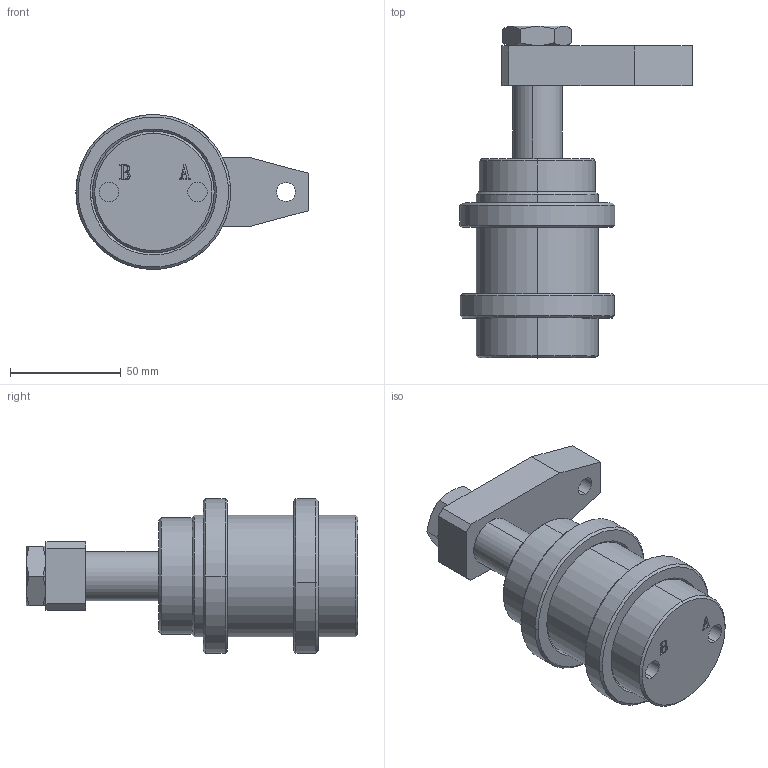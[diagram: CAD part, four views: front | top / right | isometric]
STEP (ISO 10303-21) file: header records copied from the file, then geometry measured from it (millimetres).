
FILE_DESCRIPTION (( 'STEP AP203' ), '1' );
FILE_NAME ('HSL-TB40S.STEP', '2019-10-06T06:43:37', ( '微软用户' ), ( '微软中国' ), 'SwSTEP 2.0', 'SolidWorks 2012', '' );
FILE_SCHEMA (( 'CONFIG_CONTROL_DESIGN' ));
Length unit declared in the file: millimetre
Products named in the file (6): HSL-TB40S; 蹟譫; hex thin nuts-grades ab-chamfered gb_GB_FASTENER_NUT_STNAB  B M18-N; HSL-40S揤旋杻秶; HSL-40S活塞杆; HSL-TB40S掛极
Assembly tree (6 placements, depth 2):
  HSL-TB40S
    HSL-TB40S掛极
    HSL-40S活塞杆
    HSL-40S揤旋杻秶
    hex thin nuts-grades ab-chamfered gb_GB_FASTENER_NUT_STNAB  B M18-N
    蹟譫  x2
Bounding box: 105 x 150 x 70 mm (x, y, z)
Volume: 265937.8 mm3; surface area: 65662.3 mm2
Topology: 6 solids, 6 shells, 164 faces, 374 edges, 236 vertices
Faces by surface type: plane 72, cone 36, cylinder 34, bspline 16, torus 6
Entity records: 5740 total; most frequent: CARTESIAN_POINT 1705, ORIENTED_EDGE 692, DIRECTION 690, EDGE_CURVE 346, AXIS2_PLACEMENT_3D 245, VERTEX_POINT 220, VECTOR 200, LINE 200
